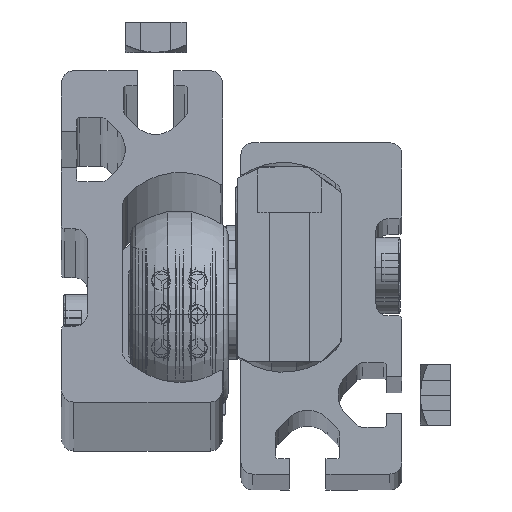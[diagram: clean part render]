
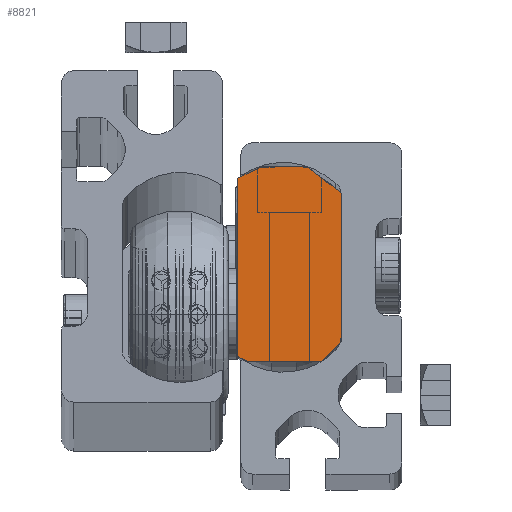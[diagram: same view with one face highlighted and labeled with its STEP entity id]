
A CAD part, top view. The second image highlights one B-rep face of the part: STEP entity #8821.
In plain terms, the highlighted face is planar.
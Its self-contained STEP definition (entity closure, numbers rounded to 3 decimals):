
#370 = LINE ( 'NONE', #16045, #18260 ) ;
#371 = ORIENTED_EDGE ( 'NONE', *, *, #12929, .T. ) ;
#921 = CARTESIAN_POINT ( 'NONE',  ( -19., 1.5, 22.2 ) ) ;
#1138 = DIRECTION ( 'NONE',  ( -1., 0., 0. ) ) ;
#1633 = EDGE_CURVE ( 'NONE', #2621, #12171, #370, .T. ) ;
#1805 = DIRECTION ( 'NONE',  ( 0., -1., 0. ) ) ;
#1827 = DIRECTION ( 'NONE',  ( 0., 0., -1. ) ) ;
#1901 = CARTESIAN_POINT ( 'NONE',  ( -19., 16.5, -4.6 ) ) ;
#2231 = CARTESIAN_POINT ( 'NONE',  ( -19., 12.203, 8.5 ) ) ;
#2621 = VERTEX_POINT ( 'NONE', #4858 ) ;
#2707 = FACE_OUTER_BOUND ( 'NONE', #7234, .T. ) ;
#2799 = VERTEX_POINT ( 'NONE', #8881 ) ;
#2874 = VERTEX_POINT ( 'NONE', #2231 ) ;
#3011 = CARTESIAN_POINT ( 'NONE',  ( -19., 16.5, -4.6 ) ) ;
#3141 = LINE ( 'NONE', #14436, #8235 ) ;
#3250 = CARTESIAN_POINT ( 'NONE',  ( -19., -15.5, -6.7 ) ) ;
#4065 = LINE ( 'NONE', #11864, #7388 ) ;
#4128 = EDGE_CURVE ( 'NONE', #14514, #5150, #4935, .T. ) ;
#4151 = LINE ( 'NONE', #8529, #4308 ) ;
#4308 = VECTOR ( 'NONE', #13286, 1000. ) ;
#4349 = ORIENTED_EDGE ( 'NONE', *, *, #20161, .T. ) ;
#4748 = VECTOR ( 'NONE', #1805, 1000. ) ;
#4858 = CARTESIAN_POINT ( 'NONE',  ( -19., -15.5, 5.2 ) ) ;
#4935 = LINE ( 'NONE', #1901, #6929 ) ;
#5150 = VERTEX_POINT ( 'NONE', #11332 ) ;
#6525 = CARTESIAN_POINT ( 'NONE',  ( -19., -14.661, -8.5 ) ) ;
#6575 = DIRECTION ( 'NONE',  ( 0., 0., 1. ) ) ;
#6929 = VECTOR ( 'NONE', #6575, 1000. ) ;
#7234 = EDGE_LOOP ( 'NONE', ( #15179, #9962, #4349, #20093, #371, #10167, #14566, #13515 ) ) ;
#7388 = VECTOR ( 'NONE', #15386, 1000. ) ;
#8074 = CARTESIAN_POINT ( 'NONE',  ( -19., 16.5, -4.6 ) ) ;
#8235 = VECTOR ( 'NONE', #9475, 1000. ) ;
#8327 = VERTEX_POINT ( 'NONE', #17702 ) ;
#8529 = CARTESIAN_POINT ( 'NONE',  ( -19., -12.2, 8.5 ) ) ;
#8821 = ADVANCED_FACE ( 'NONE', ( #2707 ), #9035, .T. ) ;
#8862 = AXIS2_PLACEMENT_3D ( 'NONE', #921, #1138, #20138 ) ;
#8881 = CARTESIAN_POINT ( 'NONE',  ( -19., 14.681, -8.5 ) ) ;
#9035 = PLANE ( 'NONE',  #8862 ) ;
#9475 = DIRECTION ( 'NONE',  ( 0., 0.616, -0.788 ) ) ;
#9766 = CARTESIAN_POINT ( 'NONE',  ( -19., -12.2, 8.5 ) ) ;
#9878 = EDGE_CURVE ( 'NONE', #2799, #8327, #11762, .T. ) ;
#9962 = ORIENTED_EDGE ( 'NONE', *, *, #4128, .F. ) ;
#10167 = ORIENTED_EDGE ( 'NONE', *, *, #1633, .F. ) ;
#10931 = VECTOR ( 'NONE', #17517, 1000. ) ;
#11108 = EDGE_CURVE ( 'NONE', #16410, #2874, #4065, .T. ) ;
#11332 = CARTESIAN_POINT ( 'NONE',  ( -19., 16.5, 3. ) ) ;
#11762 = LINE ( 'NONE', #12913, #4748 ) ;
#11864 = CARTESIAN_POINT ( 'NONE',  ( -19., -12.2, 8.5 ) ) ;
#12171 = VERTEX_POINT ( 'NONE', #3250 ) ;
#12243 = DIRECTION ( 'NONE',  ( 0., -0.423, -0.906 ) ) ;
#12851 = LINE ( 'NONE', #6525, #10931 ) ;
#12913 = CARTESIAN_POINT ( 'NONE',  ( -19., 14.681, -8.5 ) ) ;
#12929 = EDGE_CURVE ( 'NONE', #8327, #12171, #12851, .T. ) ;
#13286 = DIRECTION ( 'NONE',  ( 0., -0.707, -0.707 ) ) ;
#13515 = ORIENTED_EDGE ( 'NONE', *, *, #11108, .T. ) ;
#14436 = CARTESIAN_POINT ( 'NONE',  ( -19., 12.203, 8.5 ) ) ;
#14514 = VERTEX_POINT ( 'NONE', #8074 ) ;
#14566 = ORIENTED_EDGE ( 'NONE', *, *, #18253, .F. ) ;
#15179 = ORIENTED_EDGE ( 'NONE', *, *, #16046, .T. ) ;
#15386 = DIRECTION ( 'NONE',  ( 0., 1., 0. ) ) ;
#16045 = CARTESIAN_POINT ( 'NONE',  ( -19., -15.5, 5.2 ) ) ;
#16046 = EDGE_CURVE ( 'NONE', #2874, #5150, #3141, .T. ) ;
#16410 = VERTEX_POINT ( 'NONE', #9766 ) ;
#17517 = DIRECTION ( 'NONE',  ( 0., -0.423, 0.906 ) ) ;
#17702 = CARTESIAN_POINT ( 'NONE',  ( -19., -14.661, -8.5 ) ) ;
#18253 = EDGE_CURVE ( 'NONE', #16410, #2621, #4151, .T. ) ;
#18260 = VECTOR ( 'NONE', #1827, 1000. ) ;
#19475 = VECTOR ( 'NONE', #12243, 1000. ) ;
#20093 = ORIENTED_EDGE ( 'NONE', *, *, #9878, .T. ) ;
#20127 = LINE ( 'NONE', #3011, #19475 ) ;
#20138 = DIRECTION ( 'NONE',  ( 0., 0., 1. ) ) ;
#20161 = EDGE_CURVE ( 'NONE', #14514, #2799, #20127, .T. ) ;
